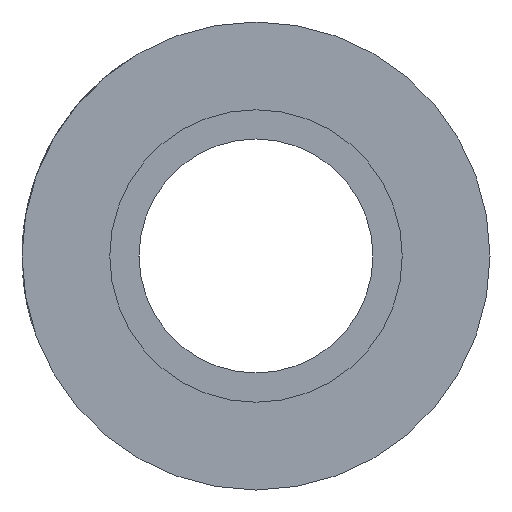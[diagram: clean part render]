
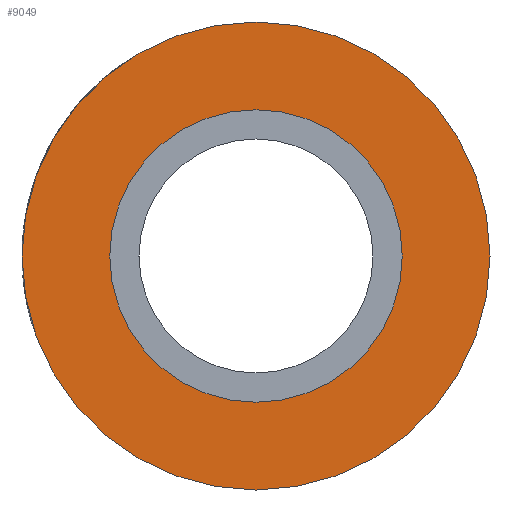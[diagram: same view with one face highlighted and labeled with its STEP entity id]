
A CAD part, left-side view. The second image highlights one B-rep face of the part: STEP entity #9049.
In plain terms, the highlighted planar face has unit normal (-1, 0, 0).
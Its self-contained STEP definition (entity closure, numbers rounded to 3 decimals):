
#109 = EDGE_LOOP ( 'NONE', ( #465, #3258 ) ) ;
#465 = ORIENTED_EDGE ( 'NONE', *, *, #4479, .T. ) ;
#585 = DIRECTION ( 'NONE',  ( -1., 0., 0. ) ) ;
#894 = DIRECTION ( 'NONE',  ( 1., 0., 0. ) ) ;
#1360 = DIRECTION ( 'NONE',  ( -1., 0., 0. ) ) ;
#1717 = CARTESIAN_POINT ( 'NONE',  ( 0., 0., 10. ) ) ;
#1757 = VERTEX_POINT ( 'NONE', #4091 ) ;
#2102 = CARTESIAN_POINT ( 'NONE',  ( 0., 0., 0. ) ) ;
#2478 = CIRCLE ( 'NONE', #3212, 16. ) ;
#2520 = CARTESIAN_POINT ( 'NONE',  ( 0., 0., 0. ) ) ;
#3210 = DIRECTION ( 'NONE',  ( 0., 0., -1. ) ) ;
#3212 = AXIS2_PLACEMENT_3D ( 'NONE', #6098, #585, #4724 ) ;
#3258 = ORIENTED_EDGE ( 'NONE', *, *, #5387, .T. ) ;
#4072 = DIRECTION ( 'NONE',  ( 0., 0., 1. ) ) ;
#4091 = CARTESIAN_POINT ( 'NONE',  ( 0., 0., 16. ) ) ;
#4217 = FACE_BOUND ( 'NONE', #6549, .T. ) ;
#4377 = EDGE_CURVE ( 'NONE', #5198, #7394, #8061, .T. ) ;
#4479 = EDGE_CURVE ( 'NONE', #1757, #7248, #8659, .T. ) ;
#4670 = DIRECTION ( 'NONE',  ( 0., 0., -1. ) ) ;
#4719 = CARTESIAN_POINT ( 'NONE',  ( 0., 0., 0. ) ) ;
#4724 = DIRECTION ( 'NONE',  ( 0., 0., 1. ) ) ;
#4981 = AXIS2_PLACEMENT_3D ( 'NONE', #2102, #1360, #4072 ) ;
#5198 = VERTEX_POINT ( 'NONE', #5621 ) ;
#5267 = EDGE_CURVE ( 'NONE', #7394, #5198, #5866, .T. ) ;
#5387 = EDGE_CURVE ( 'NONE', #7248, #1757, #2478, .T. ) ;
#5616 = ORIENTED_EDGE ( 'NONE', *, *, #5267, .F. ) ;
#5621 = CARTESIAN_POINT ( 'NONE',  ( 0., 0., -10. ) ) ;
#5866 = CIRCLE ( 'NONE', #7618, 10. ) ;
#6098 = CARTESIAN_POINT ( 'NONE',  ( 0., 0., 0. ) ) ;
#6549 = EDGE_LOOP ( 'NONE', ( #5616, #7681 ) ) ;
#6658 = DIRECTION ( 'NONE',  ( -1., 0., 0. ) ) ;
#7205 = DIRECTION ( 'NONE',  ( 0., 0., -1. ) ) ;
#7248 = VERTEX_POINT ( 'NONE', #9041 ) ;
#7394 = VERTEX_POINT ( 'NONE', #1717 ) ;
#7618 = AXIS2_PLACEMENT_3D ( 'NONE', #2520, #6658, #3210 ) ;
#7681 = ORIENTED_EDGE ( 'NONE', *, *, #4377, .F. ) ;
#7758 = CARTESIAN_POINT ( 'NONE',  ( 0., 0., 0. ) ) ;
#8060 = AXIS2_PLACEMENT_3D ( 'NONE', #7758, #894, #7205 ) ;
#8061 = CIRCLE ( 'NONE', #8201, 10. ) ;
#8201 = AXIS2_PLACEMENT_3D ( 'NONE', #4719, #8823, #4670 ) ;
#8455 = FACE_OUTER_BOUND ( 'NONE', #109, .T. ) ;
#8659 = CIRCLE ( 'NONE', #4981, 16. ) ;
#8823 = DIRECTION ( 'NONE',  ( -1., 0., 0. ) ) ;
#9041 = CARTESIAN_POINT ( 'NONE',  ( 0., 0., -16. ) ) ;
#9049 = ADVANCED_FACE ( 'NONE', ( #4217, #8455 ), #9093, .F. ) ;
#9093 = PLANE ( 'NONE',  #8060 ) ;
